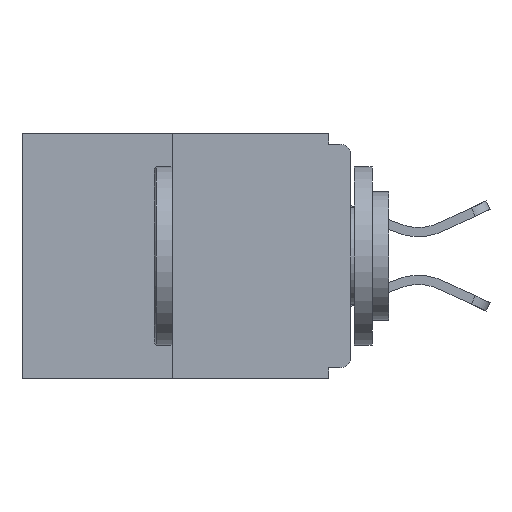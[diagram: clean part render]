
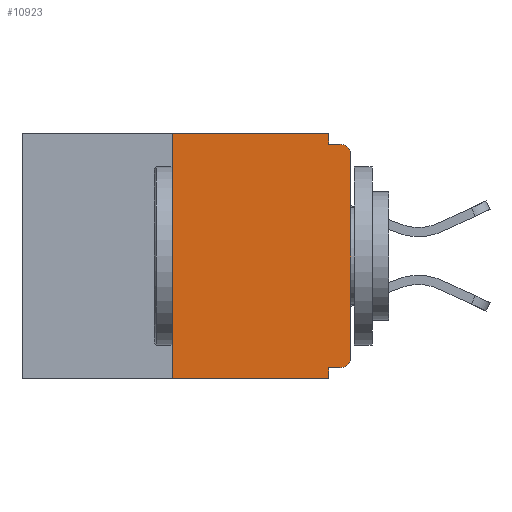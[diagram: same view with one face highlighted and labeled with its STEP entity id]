
A CAD part, left-side view. The second image highlights one B-rep face of the part: STEP entity #10923.
In plain terms, the highlighted planar face has unit normal (-1, 0, 0).
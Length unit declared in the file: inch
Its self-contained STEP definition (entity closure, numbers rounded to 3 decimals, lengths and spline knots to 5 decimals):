
#80 = CARTESIAN_POINT ( 'NONE',  ( 0., 0.031, -0.343 ) ) ;
#291 = DIRECTION ( 'NONE',  ( 0., 0., -1. ) ) ;
#487 = CARTESIAN_POINT ( 'NONE',  ( 0., 0.25, 0. ) ) ;
#617 = CARTESIAN_POINT ( 'NONE',  ( 0., 0.46, 0. ) ) ;
#644 = LINE ( 'NONE', #2674, #11506 ) ;
#771 = EDGE_CURVE ( 'NONE', #6404, #5923, #12489, .T. ) ;
#801 = PLANE ( 'NONE',  #10344 ) ;
#877 = EDGE_CURVE ( 'NONE', #11951, #5923, #5712, .T. ) ;
#1053 = CARTESIAN_POINT ( 'NONE',  ( 0., 0.46, -0.343 ) ) ;
#1179 = CARTESIAN_POINT ( 'NONE',  ( 0., 0.015, -0.03 ) ) ;
#1285 = AXIS2_PLACEMENT_3D ( 'NONE', #1179, #8888, #5633 ) ;
#1320 = AXIS2_PLACEMENT_3D ( 'NONE', #7936, #9123, #5813 ) ;
#1567 = DIRECTION ( 'NONE',  ( 0., -1., 0. ) ) ;
#1693 = LINE ( 'NONE', #487, #2031 ) ;
#1882 = EDGE_CURVE ( 'NONE', #4165, #11951, #7039, .T. ) ;
#1964 = VECTOR ( 'NONE', #4761, 39.37008 ) ;
#2031 = VECTOR ( 'NONE', #8110, 39.37008 ) ;
#2073 = CARTESIAN_POINT ( 'NONE',  ( 0., 0.031, -0.015 ) ) ;
#2528 = VECTOR ( 'NONE', #7509, 39.37008 ) ;
#2674 = CARTESIAN_POINT ( 'NONE',  ( 0., 0., -0.015 ) ) ;
#2719 = CARTESIAN_POINT ( 'NONE',  ( 0., 0., -0.03 ) ) ;
#2931 = CARTESIAN_POINT ( 'NONE',  ( 0., 0., -0.313 ) ) ;
#3303 = LINE ( 'NONE', #617, #12298 ) ;
#3578 = EDGE_CURVE ( 'NONE', #8956, #5520, #11811, .T. ) ;
#3818 = ORIENTED_EDGE ( 'NONE', *, *, #12788, .F. ) ;
#3834 = CARTESIAN_POINT ( 'NONE',  ( 0., 0.015, -0.328 ) ) ;
#4165 = VERTEX_POINT ( 'NONE', #3834 ) ;
#4243 = DIRECTION ( 'NONE',  ( 0., 0., -1. ) ) ;
#4413 = VERTEX_POINT ( 'NONE', #10641 ) ;
#4460 = ORIENTED_EDGE ( 'NONE', *, *, #8449, .T. ) ;
#4515 = CARTESIAN_POINT ( 'NONE',  ( 0., 0., -0.328 ) ) ;
#4761 = DIRECTION ( 'NONE',  ( 0., 0., -1. ) ) ;
#4843 = ORIENTED_EDGE ( 'NONE', *, *, #771, .T. ) ;
#5237 = CIRCLE ( 'NONE', #1320, 0.015 ) ;
#5520 = VERTEX_POINT ( 'NONE', #9629 ) ;
#5609 = DIRECTION ( 'NONE',  ( 0., 1., 0. ) ) ;
#5633 = DIRECTION ( 'NONE',  ( 0., 0., -1. ) ) ;
#5712 = LINE ( 'NONE', #11020, #10269 ) ;
#5813 = DIRECTION ( 'NONE',  ( 0., 0., -1. ) ) ;
#5923 = VERTEX_POINT ( 'NONE', #80 ) ;
#5945 = CARTESIAN_POINT ( 'NONE',  ( 0., 0.031, 0. ) ) ;
#5946 = LINE ( 'NONE', #11120, #2528 ) ;
#6396 = CARTESIAN_POINT ( 'NONE',  ( 0., 0.25, 0. ) ) ;
#6404 = VERTEX_POINT ( 'NONE', #7780 ) ;
#6639 = ORIENTED_EDGE ( 'NONE', *, *, #3578, .T. ) ;
#7039 = LINE ( 'NONE', #4515, #11785 ) ;
#7348 = FACE_OUTER_BOUND ( 'NONE', #12956, .T. ) ;
#7509 = DIRECTION ( 'NONE',  ( 0., 0., 1. ) ) ;
#7627 = VERTEX_POINT ( 'NONE', #2931 ) ;
#7780 = CARTESIAN_POINT ( 'NONE',  ( 0., 0.25, -0.343 ) ) ;
#7936 = CARTESIAN_POINT ( 'NONE',  ( 0., 0.015, -0.313 ) ) ;
#8019 = VERTEX_POINT ( 'NONE', #6396 ) ;
#8110 = DIRECTION ( 'NONE',  ( 0., 0., 1. ) ) ;
#8151 = EDGE_CURVE ( 'NONE', #7627, #8956, #5946, .T. ) ;
#8405 = EDGE_CURVE ( 'NONE', #8831, #5520, #644, .T. ) ;
#8449 = EDGE_CURVE ( 'NONE', #4165, #7627, #5237, .T. ) ;
#8596 = LINE ( 'NONE', #5945, #1964 ) ;
#8831 = VERTEX_POINT ( 'NONE', #2073 ) ;
#8888 = DIRECTION ( 'NONE',  ( -1., 0., 0. ) ) ;
#8956 = VERTEX_POINT ( 'NONE', #2719 ) ;
#9123 = DIRECTION ( 'NONE',  ( -1., 0., 0. ) ) ;
#9252 = EDGE_CURVE ( 'NONE', #4413, #8831, #8596, .T. ) ;
#9629 = CARTESIAN_POINT ( 'NONE',  ( 0., 0.015, -0.015 ) ) ;
#9814 = DIRECTION ( 'NONE',  ( 0., -1., 0. ) ) ;
#10090 = ORIENTED_EDGE ( 'NONE', *, *, #9252, .F. ) ;
#10121 = EDGE_CURVE ( 'NONE', #8019, #4413, #3303, .T. ) ;
#10269 = VECTOR ( 'NONE', #291, 39.37008 ) ;
#10282 = ORIENTED_EDGE ( 'NONE', *, *, #1882, .F. ) ;
#10344 = AXIS2_PLACEMENT_3D ( 'NONE', #11729, #13912, #4243 ) ;
#10641 = CARTESIAN_POINT ( 'NONE',  ( 0., 0.031, 0. ) ) ;
#10923 = ADVANCED_FACE ( 'NONE', ( #7348 ), #801, .F. ) ;
#11020 = CARTESIAN_POINT ( 'NONE',  ( 0., 0.031, -0.343 ) ) ;
#11120 = CARTESIAN_POINT ( 'NONE',  ( 0., 0., 0. ) ) ;
#11190 = ORIENTED_EDGE ( 'NONE', *, *, #8405, .F. ) ;
#11506 = VECTOR ( 'NONE', #1567, 39.37008 ) ;
#11729 = CARTESIAN_POINT ( 'NONE',  ( 0., 0.46, 0. ) ) ;
#11785 = VECTOR ( 'NONE', #5609, 39.37008 ) ;
#11811 = CIRCLE ( 'NONE', #1285, 0.015 ) ;
#11951 = VERTEX_POINT ( 'NONE', #13513 ) ;
#12142 = VECTOR ( 'NONE', #9814, 39.37008 ) ;
#12298 = VECTOR ( 'NONE', #12911, 39.37008 ) ;
#12489 = LINE ( 'NONE', #1053, #12142 ) ;
#12788 = EDGE_CURVE ( 'NONE', #6404, #8019, #1693, .T. ) ;
#12822 = ORIENTED_EDGE ( 'NONE', *, *, #8151, .T. ) ;
#12911 = DIRECTION ( 'NONE',  ( 0., -1., 0. ) ) ;
#12956 = EDGE_LOOP ( 'NONE', ( #13795, #3818, #4843, #13122, #10282, #4460, #12822, #6639, #11190, #10090 ) ) ;
#13122 = ORIENTED_EDGE ( 'NONE', *, *, #877, .F. ) ;
#13513 = CARTESIAN_POINT ( 'NONE',  ( 0., 0.031, -0.328 ) ) ;
#13795 = ORIENTED_EDGE ( 'NONE', *, *, #10121, .F. ) ;
#13912 = DIRECTION ( 'NONE',  ( 1., 0., 0. ) ) ;
